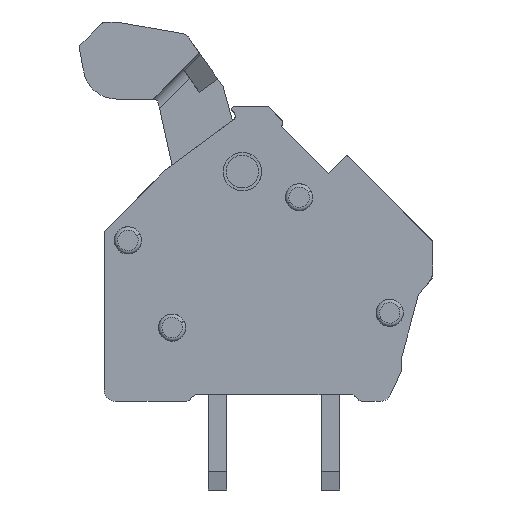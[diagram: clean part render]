
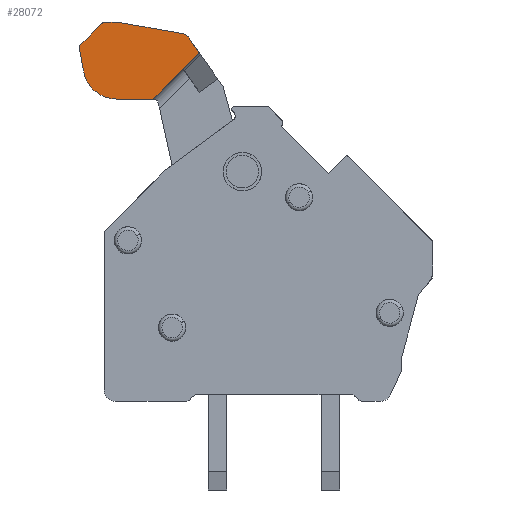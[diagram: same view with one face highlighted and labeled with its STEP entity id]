
A CAD part, left-side view. The second image highlights one B-rep face of the part: STEP entity #28072.
In plain terms, the highlighted planar face has unit normal (-1, 0, 0).
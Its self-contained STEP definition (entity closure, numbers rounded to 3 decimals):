
#27757=AXIS2_PLACEMENT_3D('Circle Axis2P3D',#27755,#27756,$) ;
#27995=AXIS2_PLACEMENT_3D('Plane Axis2P3D',#27992,#27993,#27994) ;
#27999=AXIS2_PLACEMENT_3D('Circle Axis2P3D',#27997,#27998,$) ;
#28015=AXIS2_PLACEMENT_3D('Circle Axis2P3D',#28013,#28014,$) ;
#28043=AXIS2_PLACEMENT_3D('Circle Axis2P3D',#28041,#28042,$) ;
#28048=AXIS2_PLACEMENT_3D('Circle Axis2P3D',#28046,#28047,$) ;
#27731=CARTESIAN_POINT('Vertex',(1.65,13.94,20.647)) ;
#27752=CARTESIAN_POINT('Vertex',(1.65,13.957,20.648)) ;
#27755=CARTESIAN_POINT('Axis2P3D Location',(1.65,13.957,20.548)) ;
#27847=CARTESIAN_POINT('Line Origine',(1.65,12.476,20.389)) ;
#27851=CARTESIAN_POINT('Vertex',(1.65,11.013,20.131)) ;
#27976=CARTESIAN_POINT('Vertex',(1.65,14.439,20.648)) ;
#27979=CARTESIAN_POINT('Line Origine',(1.65,14.198,20.648)) ;
#27992=CARTESIAN_POINT('Axis2P3D Location',(1.65,9.601,4.448)) ;
#27997=CARTESIAN_POINT('Axis2P3D Location',(1.65,15.501,19.548)) ;
#28001=CARTESIAN_POINT('Vertex',(1.65,15.572,19.619)) ;
#28003=CARTESIAN_POINT('Vertex',(1.65,15.6,19.531)) ;
#28006=CARTESIAN_POINT('Line Origine',(1.65,15.508,19.009)) ;
#28010=CARTESIAN_POINT('Vertex',(1.65,15.416,18.488)) ;
#28013=CARTESIAN_POINT('Axis2P3D Location',(1.65,13.938,18.748)) ;
#28017=CARTESIAN_POINT('Vertex',(1.65,13.938,17.248)) ;
#28020=CARTESIAN_POINT('Line Origine',(1.65,13.142,17.248)) ;
#28024=CARTESIAN_POINT('Vertex',(1.65,12.346,17.248)) ;
#28027=CARTESIAN_POINT('Line Origine',(1.65,11.323,18.271)) ;
#28031=CARTESIAN_POINT('Vertex',(1.65,10.301,19.293)) ;
#28034=CARTESIAN_POINT('Line Origine',(1.65,10.544,19.64)) ;
#28038=CARTESIAN_POINT('Vertex',(1.65,10.787,19.987)) ;
#28041=CARTESIAN_POINT('Axis2P3D Location',(1.65,11.073,19.786)) ;
#28046=CARTESIAN_POINT('Axis2P3D Location',(1.65,14.439,20.398)) ;
#28050=CARTESIAN_POINT('Vertex',(1.65,14.616,20.575)) ;
#28053=CARTESIAN_POINT('Line Origine',(1.65,15.094,20.097)) ;
#27756=DIRECTION('Axis2P3D Direction',(-1.,0.,0.)) ;
#27848=DIRECTION('Vector Direction',(0.,-0.985,-0.174)) ;
#27980=DIRECTION('Vector Direction',(0.,-1.,0.)) ;
#27993=DIRECTION('Axis2P3D Direction',(-1.,0.,0.)) ;
#27994=DIRECTION('Axis2P3D XDirection',(0.,-1.,0.)) ;
#27998=DIRECTION('Axis2P3D Direction',(-1.,0.,0.)) ;
#28007=DIRECTION('Vector Direction',(0.,0.174,0.985)) ;
#28014=DIRECTION('Axis2P3D Direction',(-1.,0.,0.)) ;
#28021=DIRECTION('Vector Direction',(0.,1.,0.)) ;
#28028=DIRECTION('Vector Direction',(0.,0.707,-0.707)) ;
#28035=DIRECTION('Vector Direction',(0.,0.574,0.819)) ;
#28042=DIRECTION('Axis2P3D Direction',(-1.,0.,0.)) ;
#28047=DIRECTION('Axis2P3D Direction',(-1.,0.,0.)) ;
#28054=DIRECTION('Vector Direction',(0.,-0.707,0.707)) ;
#27849=VECTOR('Line Direction',#27848,1.) ;
#27981=VECTOR('Line Direction',#27980,1.) ;
#28008=VECTOR('Line Direction',#28007,1.) ;
#28022=VECTOR('Line Direction',#28021,1.) ;
#28029=VECTOR('Line Direction',#28028,1.) ;
#28036=VECTOR('Line Direction',#28035,1.) ;
#28055=VECTOR('Line Direction',#28054,1.) ;
#28059=ORIENTED_EDGE('',*,*,#28005,.T.) ;
#28060=ORIENTED_EDGE('',*,*,#28012,.T.) ;
#28061=ORIENTED_EDGE('',*,*,#28019,.T.) ;
#28062=ORIENTED_EDGE('',*,*,#28026,.T.) ;
#28063=ORIENTED_EDGE('',*,*,#28033,.T.) ;
#28064=ORIENTED_EDGE('',*,*,#28040,.T.) ;
#28065=ORIENTED_EDGE('',*,*,#28045,.T.) ;
#28066=ORIENTED_EDGE('',*,*,#27853,.T.) ;
#28067=ORIENTED_EDGE('',*,*,#27759,.T.) ;
#28068=ORIENTED_EDGE('',*,*,#27983,.T.) ;
#28069=ORIENTED_EDGE('',*,*,#28052,.T.) ;
#28070=ORIENTED_EDGE('',*,*,#28057,.T.) ;
#28072=ADVANCED_FACE('Housing\\LMZF500-housing',(#28071),#27996,.T.) ;
#27758=CIRCLE('generated circle',#27757,0.1) ;
#28000=CIRCLE('generated circle',#27999,0.1) ;
#28016=CIRCLE('generated circle',#28015,1.5) ;
#28044=CIRCLE('generated circle',#28043,0.35) ;
#28049=CIRCLE('generated circle',#28048,0.25) ;
#27759=EDGE_CURVE('',#27732,#27753,#27758,.T.) ;
#27853=EDGE_CURVE('',#27852,#27732,#27850,.F.) ;
#27983=EDGE_CURVE('',#27753,#27977,#27982,.F.) ;
#28005=EDGE_CURVE('',#28002,#28004,#28000,.T.) ;
#28012=EDGE_CURVE('',#28004,#28011,#28009,.F.) ;
#28019=EDGE_CURVE('',#28011,#28018,#28016,.T.) ;
#28026=EDGE_CURVE('',#28018,#28025,#28023,.F.) ;
#28033=EDGE_CURVE('',#28025,#28032,#28030,.F.) ;
#28040=EDGE_CURVE('',#28032,#28039,#28037,.T.) ;
#28045=EDGE_CURVE('',#28039,#27852,#28044,.T.) ;
#28052=EDGE_CURVE('',#27977,#28051,#28049,.T.) ;
#28057=EDGE_CURVE('',#28051,#28002,#28056,.F.) ;
#28058=EDGE_LOOP('',(#28059,#28060,#28061,#28062,#28063,#28064,#28065,#28066,#28067,#28068,#28069,#28070)) ;
#28071=FACE_OUTER_BOUND('',#28058,.T.) ;
#27850=LINE('Line',#27847,#27849) ;
#27982=LINE('Line',#27979,#27981) ;
#28009=LINE('Line',#28006,#28008) ;
#28023=LINE('Line',#28020,#28022) ;
#28030=LINE('Line',#28027,#28029) ;
#28037=LINE('Line',#28034,#28036) ;
#28056=LINE('Line',#28053,#28055) ;
#27996=PLANE('',#27995) ;
#27732=VERTEX_POINT('',#27731) ;
#27753=VERTEX_POINT('',#27752) ;
#27852=VERTEX_POINT('',#27851) ;
#27977=VERTEX_POINT('',#27976) ;
#28002=VERTEX_POINT('',#28001) ;
#28004=VERTEX_POINT('',#28003) ;
#28011=VERTEX_POINT('',#28010) ;
#28018=VERTEX_POINT('',#28017) ;
#28025=VERTEX_POINT('',#28024) ;
#28032=VERTEX_POINT('',#28031) ;
#28039=VERTEX_POINT('',#28038) ;
#28051=VERTEX_POINT('',#28050) ;
